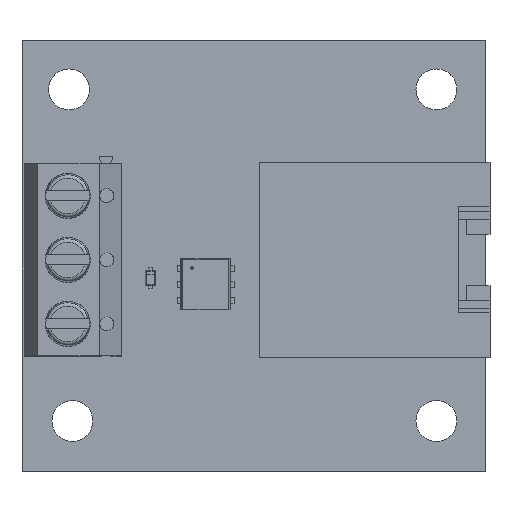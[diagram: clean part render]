
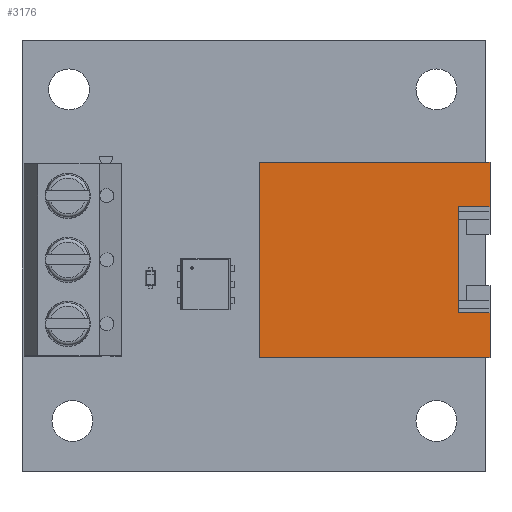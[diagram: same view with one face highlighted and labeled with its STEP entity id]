
A CAD part, top view. The second image highlights one B-rep face of the part: STEP entity #3176.
In plain terms, the highlighted face is planar.
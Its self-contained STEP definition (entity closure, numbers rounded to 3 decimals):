
#3176 = ADVANCED_FACE('',(#3177),#3191,.F.);
#3177 = FACE_BOUND('',#3178,.F.);
#3178 = EDGE_LOOP('',(#3179,#3214,#3242,#3270,#3298,#3326,#3354,#3382));
#3179 = ORIENTED_EDGE('',*,*,#3180,.F.);
#3180 = EDGE_CURVE('',#3181,#3183,#3185,.T.);
#3181 = VERTEX_POINT('',#3182);
#3182 = CARTESIAN_POINT('',(-4.14,0.,0.));
#3183 = VERTEX_POINT('',#3184);
#3184 = CARTESIAN_POINT('',(-4.14,-2.5,0.));
#3185 = SURFACE_CURVE('',#3186,(#3190,#3202),.PCURVE_S1.);
#3186 = LINE('',#3187,#3188);
#3187 = CARTESIAN_POINT('',(-4.14,0.,0.));
#3188 = VECTOR('',#3189,1.);
#3189 = DIRECTION('',(0.,-1.,0.));
#3190 = PCURVE('',#3191,#3196);
#3191 = PLANE('',#3192);
#3192 = AXIS2_PLACEMENT_3D('',#3193,#3194,#3195);
#3193 = CARTESIAN_POINT('',(0.,0.,0.));
#3194 = DIRECTION('',(0.,0.,1.));
#3195 = DIRECTION('',(1.,0.,-0.));
#3196 = DEFINITIONAL_REPRESENTATION('',(#3197),#3201);
#3197 = LINE('',#3198,#3199);
#3198 = CARTESIAN_POINT('',(-4.14,0.));
#3199 = VECTOR('',#3200,1.);
#3200 = DIRECTION('',(0.,-1.));
#3201 = ( GEOMETRIC_REPRESENTATION_CONTEXT(2) 
PARAMETRIC_REPRESENTATION_CONTEXT() REPRESENTATION_CONTEXT('2D SPACE',''
  ) );
#3202 = PCURVE('',#3203,#3208);
#3203 = PLANE('',#3204);
#3204 = AXIS2_PLACEMENT_3D('',#3205,#3206,#3207);
#3205 = CARTESIAN_POINT('',(-4.14,0.,1.8));
#3206 = DIRECTION('',(-1.,0.,0.));
#3207 = DIRECTION('',(0.,-1.,0.));
#3208 = DEFINITIONAL_REPRESENTATION('',(#3209),#3213);
#3209 = LINE('',#3210,#3211);
#3210 = CARTESIAN_POINT('',(0.,-1.8));
#3211 = VECTOR('',#3212,1.);
#3212 = DIRECTION('',(1.,0.));
#3213 = ( GEOMETRIC_REPRESENTATION_CONTEXT(2) 
PARAMETRIC_REPRESENTATION_CONTEXT() REPRESENTATION_CONTEXT('2D SPACE',''
  ) );
#3214 = ORIENTED_EDGE('',*,*,#3215,.T.);
#3215 = EDGE_CURVE('',#3181,#3216,#3218,.T.);
#3216 = VERTEX_POINT('',#3217);
#3217 = CARTESIAN_POINT('',(-7.62,0.,0.));
#3218 = SURFACE_CURVE('',#3219,(#3223,#3230),.PCURVE_S1.);
#3219 = LINE('',#3220,#3221);
#3220 = CARTESIAN_POINT('',(-4.14,0.,0.));
#3221 = VECTOR('',#3222,1.);
#3222 = DIRECTION('',(-1.,0.,0.));
#3223 = PCURVE('',#3191,#3224);
#3224 = DEFINITIONAL_REPRESENTATION('',(#3225),#3229);
#3225 = LINE('',#3226,#3227);
#3226 = CARTESIAN_POINT('',(-4.14,0.));
#3227 = VECTOR('',#3228,1.);
#3228 = DIRECTION('',(-1.,0.));
#3229 = ( GEOMETRIC_REPRESENTATION_CONTEXT(2) 
PARAMETRIC_REPRESENTATION_CONTEXT() REPRESENTATION_CONTEXT('2D SPACE',''
  ) );
#3230 = PCURVE('',#3231,#3236);
#3231 = PLANE('',#3232);
#3232 = AXIS2_PLACEMENT_3D('',#3233,#3234,#3235);
#3233 = CARTESIAN_POINT('',(7.62,0.,0.));
#3234 = DIRECTION('',(0.,1.,0.));
#3235 = DIRECTION('',(-1.,0.,0.));
#3236 = DEFINITIONAL_REPRESENTATION('',(#3237),#3241);
#3237 = LINE('',#3238,#3239);
#3238 = CARTESIAN_POINT('',(11.76,0.));
#3239 = VECTOR('',#3240,1.);
#3240 = DIRECTION('',(1.,0.));
#3241 = ( GEOMETRIC_REPRESENTATION_CONTEXT(2) 
PARAMETRIC_REPRESENTATION_CONTEXT() REPRESENTATION_CONTEXT('2D SPACE',''
  ) );
#3242 = ORIENTED_EDGE('',*,*,#3243,.T.);
#3243 = EDGE_CURVE('',#3216,#3244,#3246,.T.);
#3244 = VERTEX_POINT('',#3245);
#3245 = CARTESIAN_POINT('',(-7.62,-18.,0.));
#3246 = SURFACE_CURVE('',#3247,(#3251,#3258),.PCURVE_S1.);
#3247 = LINE('',#3248,#3249);
#3248 = CARTESIAN_POINT('',(-7.62,0.,0.));
#3249 = VECTOR('',#3250,1.);
#3250 = DIRECTION('',(0.,-1.,0.));
#3251 = PCURVE('',#3191,#3252);
#3252 = DEFINITIONAL_REPRESENTATION('',(#3253),#3257);
#3253 = LINE('',#3254,#3255);
#3254 = CARTESIAN_POINT('',(-7.62,0.));
#3255 = VECTOR('',#3256,1.);
#3256 = DIRECTION('',(0.,-1.));
#3257 = ( GEOMETRIC_REPRESENTATION_CONTEXT(2) 
PARAMETRIC_REPRESENTATION_CONTEXT() REPRESENTATION_CONTEXT('2D SPACE',''
  ) );
#3258 = PCURVE('',#3259,#3264);
#3259 = PLANE('',#3260);
#3260 = AXIS2_PLACEMENT_3D('',#3261,#3262,#3263);
#3261 = CARTESIAN_POINT('',(-7.62,0.,0.));
#3262 = DIRECTION('',(-1.,0.,0.));
#3263 = DIRECTION('',(0.,-1.,0.));
#3264 = DEFINITIONAL_REPRESENTATION('',(#3265),#3269);
#3265 = LINE('',#3266,#3267);
#3266 = CARTESIAN_POINT('',(0.,0.));
#3267 = VECTOR('',#3268,1.);
#3268 = DIRECTION('',(1.,0.));
#3269 = ( GEOMETRIC_REPRESENTATION_CONTEXT(2) 
PARAMETRIC_REPRESENTATION_CONTEXT() REPRESENTATION_CONTEXT('2D SPACE',''
  ) );
#3270 = ORIENTED_EDGE('',*,*,#3271,.T.);
#3271 = EDGE_CURVE('',#3244,#3272,#3274,.T.);
#3272 = VERTEX_POINT('',#3273);
#3273 = CARTESIAN_POINT('',(7.62,-18.,0.));
#3274 = SURFACE_CURVE('',#3275,(#3279,#3286),.PCURVE_S1.);
#3275 = LINE('',#3276,#3277);
#3276 = CARTESIAN_POINT('',(-7.62,-18.,0.));
#3277 = VECTOR('',#3278,1.);
#3278 = DIRECTION('',(1.,0.,0.));
#3279 = PCURVE('',#3191,#3280);
#3280 = DEFINITIONAL_REPRESENTATION('',(#3281),#3285);
#3281 = LINE('',#3282,#3283);
#3282 = CARTESIAN_POINT('',(-7.62,-18.));
#3283 = VECTOR('',#3284,1.);
#3284 = DIRECTION('',(1.,0.));
#3285 = ( GEOMETRIC_REPRESENTATION_CONTEXT(2) 
PARAMETRIC_REPRESENTATION_CONTEXT() REPRESENTATION_CONTEXT('2D SPACE',''
  ) );
#3286 = PCURVE('',#3287,#3292);
#3287 = PLANE('',#3288);
#3288 = AXIS2_PLACEMENT_3D('',#3289,#3290,#3291);
#3289 = CARTESIAN_POINT('',(-7.62,-18.,0.));
#3290 = DIRECTION('',(0.,-1.,0.));
#3291 = DIRECTION('',(1.,0.,0.));
#3292 = DEFINITIONAL_REPRESENTATION('',(#3293),#3297);
#3293 = LINE('',#3294,#3295);
#3294 = CARTESIAN_POINT('',(0.,0.));
#3295 = VECTOR('',#3296,1.);
#3296 = DIRECTION('',(1.,0.));
#3297 = ( GEOMETRIC_REPRESENTATION_CONTEXT(2) 
PARAMETRIC_REPRESENTATION_CONTEXT() REPRESENTATION_CONTEXT('2D SPACE',''
  ) );
#3298 = ORIENTED_EDGE('',*,*,#3299,.T.);
#3299 = EDGE_CURVE('',#3272,#3300,#3302,.T.);
#3300 = VERTEX_POINT('',#3301);
#3301 = CARTESIAN_POINT('',(7.62,0.,0.));
#3302 = SURFACE_CURVE('',#3303,(#3307,#3314),.PCURVE_S1.);
#3303 = LINE('',#3304,#3305);
#3304 = CARTESIAN_POINT('',(7.62,-18.,0.));
#3305 = VECTOR('',#3306,1.);
#3306 = DIRECTION('',(0.,1.,0.));
#3307 = PCURVE('',#3191,#3308);
#3308 = DEFINITIONAL_REPRESENTATION('',(#3309),#3313);
#3309 = LINE('',#3310,#3311);
#3310 = CARTESIAN_POINT('',(7.62,-18.));
#3311 = VECTOR('',#3312,1.);
#3312 = DIRECTION('',(0.,1.));
#3313 = ( GEOMETRIC_REPRESENTATION_CONTEXT(2) 
PARAMETRIC_REPRESENTATION_CONTEXT() REPRESENTATION_CONTEXT('2D SPACE',''
  ) );
#3314 = PCURVE('',#3315,#3320);
#3315 = PLANE('',#3316);
#3316 = AXIS2_PLACEMENT_3D('',#3317,#3318,#3319);
#3317 = CARTESIAN_POINT('',(7.62,-18.,0.));
#3318 = DIRECTION('',(1.,0.,0.));
#3319 = DIRECTION('',(-0.,1.,0.));
#3320 = DEFINITIONAL_REPRESENTATION('',(#3321),#3325);
#3321 = LINE('',#3322,#3323);
#3322 = CARTESIAN_POINT('',(0.,0.));
#3323 = VECTOR('',#3324,1.);
#3324 = DIRECTION('',(1.,0.));
#3325 = ( GEOMETRIC_REPRESENTATION_CONTEXT(2) 
PARAMETRIC_REPRESENTATION_CONTEXT() REPRESENTATION_CONTEXT('2D SPACE',''
  ) );
#3326 = ORIENTED_EDGE('',*,*,#3327,.T.);
#3327 = EDGE_CURVE('',#3300,#3328,#3330,.T.);
#3328 = VERTEX_POINT('',#3329);
#3329 = CARTESIAN_POINT('',(4.14,0.,0.));
#3330 = SURFACE_CURVE('',#3331,(#3335,#3342),.PCURVE_S1.);
#3331 = LINE('',#3332,#3333);
#3332 = CARTESIAN_POINT('',(7.62,0.,0.));
#3333 = VECTOR('',#3334,1.);
#3334 = DIRECTION('',(-1.,0.,0.));
#3335 = PCURVE('',#3191,#3336);
#3336 = DEFINITIONAL_REPRESENTATION('',(#3337),#3341);
#3337 = LINE('',#3338,#3339);
#3338 = CARTESIAN_POINT('',(7.62,0.));
#3339 = VECTOR('',#3340,1.);
#3340 = DIRECTION('',(-1.,0.));
#3341 = ( GEOMETRIC_REPRESENTATION_CONTEXT(2) 
PARAMETRIC_REPRESENTATION_CONTEXT() REPRESENTATION_CONTEXT('2D SPACE',''
  ) );
#3342 = PCURVE('',#3343,#3348);
#3343 = PLANE('',#3344);
#3344 = AXIS2_PLACEMENT_3D('',#3345,#3346,#3347);
#3345 = CARTESIAN_POINT('',(7.62,0.,0.));
#3346 = DIRECTION('',(0.,1.,0.));
#3347 = DIRECTION('',(-1.,0.,0.));
#3348 = DEFINITIONAL_REPRESENTATION('',(#3349),#3353);
#3349 = LINE('',#3350,#3351);
#3350 = CARTESIAN_POINT('',(0.,0.));
#3351 = VECTOR('',#3352,1.);
#3352 = DIRECTION('',(1.,0.));
#3353 = ( GEOMETRIC_REPRESENTATION_CONTEXT(2) 
PARAMETRIC_REPRESENTATION_CONTEXT() REPRESENTATION_CONTEXT('2D SPACE',''
  ) );
#3354 = ORIENTED_EDGE('',*,*,#3355,.T.);
#3355 = EDGE_CURVE('',#3328,#3356,#3358,.T.);
#3356 = VERTEX_POINT('',#3357);
#3357 = CARTESIAN_POINT('',(4.14,-2.5,0.));
#3358 = SURFACE_CURVE('',#3359,(#3363,#3370),.PCURVE_S1.);
#3359 = LINE('',#3360,#3361);
#3360 = CARTESIAN_POINT('',(4.14,0.,0.));
#3361 = VECTOR('',#3362,1.);
#3362 = DIRECTION('',(0.,-1.,0.));
#3363 = PCURVE('',#3191,#3364);
#3364 = DEFINITIONAL_REPRESENTATION('',(#3365),#3369);
#3365 = LINE('',#3366,#3367);
#3366 = CARTESIAN_POINT('',(4.14,0.));
#3367 = VECTOR('',#3368,1.);
#3368 = DIRECTION('',(0.,-1.));
#3369 = ( GEOMETRIC_REPRESENTATION_CONTEXT(2) 
PARAMETRIC_REPRESENTATION_CONTEXT() REPRESENTATION_CONTEXT('2D SPACE',''
  ) );
#3370 = PCURVE('',#3371,#3376);
#3371 = PLANE('',#3372);
#3372 = AXIS2_PLACEMENT_3D('',#3373,#3374,#3375);
#3373 = CARTESIAN_POINT('',(4.14,-2.5,1.8));
#3374 = DIRECTION('',(1.,0.,0.));
#3375 = DIRECTION('',(-0.,1.,0.));
#3376 = DEFINITIONAL_REPRESENTATION('',(#3377),#3381);
#3377 = LINE('',#3378,#3379);
#3378 = CARTESIAN_POINT('',(2.5,-1.8));
#3379 = VECTOR('',#3380,1.);
#3380 = DIRECTION('',(-1.,0.));
#3381 = ( GEOMETRIC_REPRESENTATION_CONTEXT(2) 
PARAMETRIC_REPRESENTATION_CONTEXT() REPRESENTATION_CONTEXT('2D SPACE',''
  ) );
#3382 = ORIENTED_EDGE('',*,*,#3383,.F.);
#3383 = EDGE_CURVE('',#3183,#3356,#3384,.T.);
#3384 = SURFACE_CURVE('',#3385,(#3389,#3396),.PCURVE_S1.);
#3385 = LINE('',#3386,#3387);
#3386 = CARTESIAN_POINT('',(-4.14,-2.5,0.));
#3387 = VECTOR('',#3388,1.);
#3388 = DIRECTION('',(1.,0.,0.));
#3389 = PCURVE('',#3191,#3390);
#3390 = DEFINITIONAL_REPRESENTATION('',(#3391),#3395);
#3391 = LINE('',#3392,#3393);
#3392 = CARTESIAN_POINT('',(-4.14,-2.5));
#3393 = VECTOR('',#3394,1.);
#3394 = DIRECTION('',(1.,0.));
#3395 = ( GEOMETRIC_REPRESENTATION_CONTEXT(2) 
PARAMETRIC_REPRESENTATION_CONTEXT() REPRESENTATION_CONTEXT('2D SPACE',''
  ) );
#3396 = PCURVE('',#3397,#3402);
#3397 = PLANE('',#3398);
#3398 = AXIS2_PLACEMENT_3D('',#3399,#3400,#3401);
#3399 = CARTESIAN_POINT('',(-4.14,-2.5,1.8));
#3400 = DIRECTION('',(0.,-1.,0.));
#3401 = DIRECTION('',(1.,0.,0.));
#3402 = DEFINITIONAL_REPRESENTATION('',(#3403),#3407);
#3403 = LINE('',#3404,#3405);
#3404 = CARTESIAN_POINT('',(0.,-1.8));
#3405 = VECTOR('',#3406,1.);
#3406 = DIRECTION('',(1.,0.));
#3407 = ( GEOMETRIC_REPRESENTATION_CONTEXT(2) 
PARAMETRIC_REPRESENTATION_CONTEXT() REPRESENTATION_CONTEXT('2D SPACE',''
  ) );
